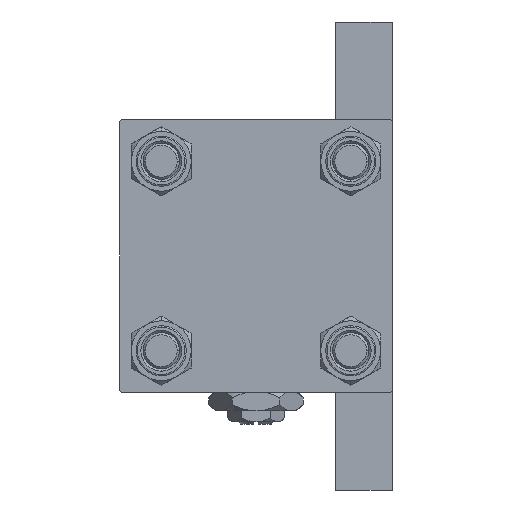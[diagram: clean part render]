
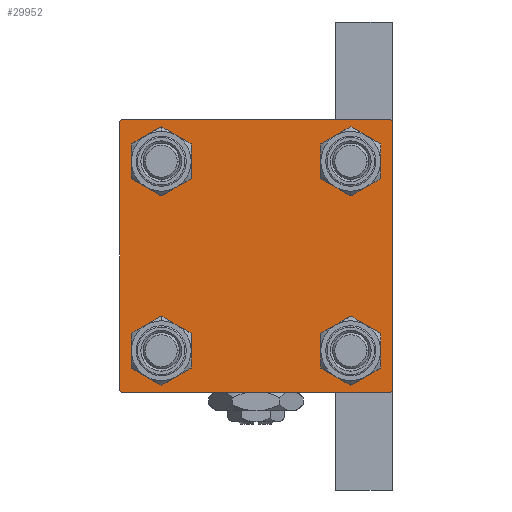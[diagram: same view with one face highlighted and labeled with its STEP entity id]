
A CAD part, left-side view. The second image highlights one B-rep face of the part: STEP entity #29952.
In plain terms, the highlighted planar face has unit normal (-1, 0, 0).
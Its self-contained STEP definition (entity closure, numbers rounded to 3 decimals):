
#435 = CARTESIAN_POINT ( 'NONE',  ( 0., -30., 29.5 ) ) ;
#538 = ORIENTED_EDGE ( 'NONE', *, *, #42262, .T. ) ;
#594 = CARTESIAN_POINT ( 'NONE',  ( 0., 30., 30. ) ) ;
#928 = ORIENTED_EDGE ( 'NONE', *, *, #20979, .T. ) ;
#1147 = CARTESIAN_POINT ( 'NONE',  ( 0., -30., -29.5 ) ) ;
#1491 = EDGE_CURVE ( 'NONE', #12941, #22139, #48565, .T. ) ;
#1505 = EDGE_LOOP ( 'NONE', ( #26564, #17461, #42052, #19261, #15638, #9754, #45619, #5704 ) ) ;
#1550 = ORIENTED_EDGE ( 'NONE', *, *, #45884, .T. ) ;
#2144 = CIRCLE ( 'NONE', #32513, 4.5 ) ;
#2294 = EDGE_CURVE ( 'NONE', #8453, #43442, #22193, .T. ) ;
#2862 = CARTESIAN_POINT ( 'NONE',  ( 0., -20.85, -20.85 ) ) ;
#3694 = DIRECTION ( 'NONE',  ( 0., 0., 1. ) ) ;
#4137 = CARTESIAN_POINT ( 'NONE',  ( 0., 20.85, 16.35 ) ) ;
#4851 = FACE_OUTER_BOUND ( 'NONE', #1505, .T. ) ;
#4982 = AXIS2_PLACEMENT_3D ( 'NONE', #42758, #7800, #3694 ) ;
#5704 = ORIENTED_EDGE ( 'NONE', *, *, #47290, .T. ) ;
#6335 = CARTESIAN_POINT ( 'NONE',  ( 0., 30., -29.5 ) ) ;
#6491 = CARTESIAN_POINT ( 'NONE',  ( 0., 20.85, -20.85 ) ) ;
#6782 = ORIENTED_EDGE ( 'NONE', *, *, #44348, .T. ) ;
#7693 = CARTESIAN_POINT ( 'NONE',  ( 0., 30., -30. ) ) ;
#7796 = DIRECTION ( 'NONE',  ( 1., 0., 0. ) ) ;
#7800 = DIRECTION ( 'NONE',  ( 1., 0., 0. ) ) ;
#7946 = CARTESIAN_POINT ( 'NONE',  ( 0., 20.85, 20.85 ) ) ;
#7996 = EDGE_CURVE ( 'NONE', #32327, #47655, #31085, .T. ) ;
#8152 = ORIENTED_EDGE ( 'NONE', *, *, #26009, .T. ) ;
#8296 = DIRECTION ( 'NONE',  ( 0., -0.707, 0.707 ) ) ;
#8448 = DIRECTION ( 'NONE',  ( 1., 0., 0. ) ) ;
#8453 = VERTEX_POINT ( 'NONE', #50169 ) ;
#8618 = CARTESIAN_POINT ( 'NONE',  ( 0., -29.75, 29.75 ) ) ;
#9472 = AXIS2_PLACEMENT_3D ( 'NONE', #20366, #7796, #39635 ) ;
#9511 = AXIS2_PLACEMENT_3D ( 'NONE', #7946, #39278, #12313 ) ;
#9557 = DIRECTION ( 'NONE',  ( 0., -1., 0. ) ) ;
#9754 = ORIENTED_EDGE ( 'NONE', *, *, #24824, .T. ) ;
#9972 = EDGE_LOOP ( 'NONE', ( #538, #29300 ) ) ;
#10340 = CARTESIAN_POINT ( 'NONE',  ( 0., 29.75, -29.75 ) ) ;
#10698 = VECTOR ( 'NONE', #14116, 1000. ) ;
#11406 = CARTESIAN_POINT ( 'NONE',  ( 0., -20.85, 16.35 ) ) ;
#11533 = CARTESIAN_POINT ( 'NONE',  ( 0., -20.85, -20.85 ) ) ;
#11963 = VERTEX_POINT ( 'NONE', #4137 ) ;
#12313 = DIRECTION ( 'NONE',  ( 0., 0., 1. ) ) ;
#12579 = CARTESIAN_POINT ( 'NONE',  ( 0., 20.85, -25.35 ) ) ;
#12753 = DIRECTION ( 'NONE',  ( 1., 0., 0. ) ) ;
#12941 = VERTEX_POINT ( 'NONE', #435 ) ;
#13124 = VERTEX_POINT ( 'NONE', #47962 ) ;
#13253 = DIRECTION ( 'NONE',  ( 0., 0., 1. ) ) ;
#13306 = CARTESIAN_POINT ( 'NONE',  ( 0., 0., 0. ) ) ;
#13557 = FACE_BOUND ( 'NONE', #14695, .T. ) ;
#13818 = FACE_BOUND ( 'NONE', #38956, .T. ) ;
#13859 = CARTESIAN_POINT ( 'NONE',  ( 0., 29.75, 29.75 ) ) ;
#14110 = LINE ( 'NONE', #13859, #26003 ) ;
#14116 = DIRECTION ( 'NONE',  ( 0., 0., -1. ) ) ;
#14665 = LINE ( 'NONE', #26479, #21897 ) ;
#14695 = EDGE_LOOP ( 'NONE', ( #1550, #928 ) ) ;
#14851 = VERTEX_POINT ( 'NONE', #12579 ) ;
#15638 = ORIENTED_EDGE ( 'NONE', *, *, #1491, .F. ) ;
#17461 = ORIENTED_EDGE ( 'NONE', *, *, #40067, .T. ) ;
#17671 = CIRCLE ( 'NONE', #9472, 4.5 ) ;
#18685 = CIRCLE ( 'NONE', #30181, 4.5 ) ;
#19261 = ORIENTED_EDGE ( 'NONE', *, *, #49361, .T. ) ;
#19462 = VECTOR ( 'NONE', #8296, 1000. ) ;
#19500 = AXIS2_PLACEMENT_3D ( 'NONE', #23852, #8448, #39268 ) ;
#19840 = CARTESIAN_POINT ( 'NONE',  ( 0., 20.85, -16.35 ) ) ;
#20366 = CARTESIAN_POINT ( 'NONE',  ( 0., -20.85, 20.85 ) ) ;
#20979 = EDGE_CURVE ( 'NONE', #11963, #25192, #46655, .T. ) ;
#21897 = VECTOR ( 'NONE', #42144, 1000. ) ;
#22057 = DIRECTION ( 'NONE',  ( 0., 0.707, -0.707 ) ) ;
#22139 = VERTEX_POINT ( 'NONE', #1147 ) ;
#22147 = DIRECTION ( 'NONE',  ( 0., 0., 1. ) ) ;
#22193 = CIRCLE ( 'NONE', #4982, 4.5 ) ;
#23852 = CARTESIAN_POINT ( 'NONE',  ( 0., 20.85, -20.85 ) ) ;
#24043 = CARTESIAN_POINT ( 'NONE',  ( 0., 29.5, 30. ) ) ;
#24269 = DIRECTION ( 'NONE',  ( 0., 0.707, 0.707 ) ) ;
#24389 = EDGE_CURVE ( 'NONE', #45685, #50307, #14665, .T. ) ;
#24393 = VECTOR ( 'NONE', #24269, 1000. ) ;
#24824 = EDGE_CURVE ( 'NONE', #12941, #39020, #43807, .T. ) ;
#24992 = VERTEX_POINT ( 'NONE', #19840 ) ;
#25192 = VERTEX_POINT ( 'NONE', #25227 ) ;
#25227 = CARTESIAN_POINT ( 'NONE',  ( 0., 20.85, 25.35 ) ) ;
#25507 = ORIENTED_EDGE ( 'NONE', *, *, #2294, .T. ) ;
#25533 = VECTOR ( 'NONE', #39542, 1000. ) ;
#26003 = VECTOR ( 'NONE', #22057, 1000. ) ;
#26009 = EDGE_CURVE ( 'NONE', #33850, #13124, #18685, .T. ) ;
#26479 = CARTESIAN_POINT ( 'NONE',  ( 0., 30., 30. ) ) ;
#26564 = ORIENTED_EDGE ( 'NONE', *, *, #24389, .T. ) ;
#27821 = CARTESIAN_POINT ( 'NONE',  ( 0., -29.75, -29.75 ) ) ;
#28601 = AXIS2_PLACEMENT_3D ( 'NONE', #39717, #12753, #13253 ) ;
#29300 = ORIENTED_EDGE ( 'NONE', *, *, #29804, .T. ) ;
#29604 = DIRECTION ( 'NONE',  ( 0., -0.707, -0.707 ) ) ;
#29616 = DIRECTION ( 'NONE',  ( 1., 0., 0. ) ) ;
#29804 = EDGE_CURVE ( 'NONE', #14851, #24992, #37566, .T. ) ;
#29952 = ADVANCED_FACE ( 'NONE', ( #13818, #44914, #33339, #13557, #4851 ), #32585, .T. ) ;
#30181 = AXIS2_PLACEMENT_3D ( 'NONE', #2862, #48690, #40709 ) ;
#30447 = CARTESIAN_POINT ( 'NONE',  ( 0., 29.5, -30. ) ) ;
#31085 = LINE ( 'NONE', #7693, #25533 ) ;
#32327 = VERTEX_POINT ( 'NONE', #30447 ) ;
#32429 = LINE ( 'NONE', #594, #33458 ) ;
#32513 = AXIS2_PLACEMENT_3D ( 'NONE', #6491, #29616, #22147 ) ;
#32567 = VERTEX_POINT ( 'NONE', #24043 ) ;
#32585 = PLANE ( 'NONE',  #50721 ) ;
#32905 = CARTESIAN_POINT ( 'NONE',  ( 0., 30., 29.5 ) ) ;
#33339 = FACE_BOUND ( 'NONE', #9972, .T. ) ;
#33389 = CARTESIAN_POINT ( 'NONE',  ( 0., -30., 30. ) ) ;
#33458 = VECTOR ( 'NONE', #9557, 1000. ) ;
#33850 = VERTEX_POINT ( 'NONE', #45554 ) ;
#36197 = DIRECTION ( 'NONE',  ( -1., 0., 0. ) ) ;
#37352 = VECTOR ( 'NONE', #29604, 1000. ) ;
#37566 = CIRCLE ( 'NONE', #19500, 4.5 ) ;
#37816 = LINE ( 'NONE', #10340, #37352 ) ;
#38521 = ORIENTED_EDGE ( 'NONE', *, *, #39637, .T. ) ;
#38956 = EDGE_LOOP ( 'NONE', ( #25507, #6782 ) ) ;
#38994 = DIRECTION ( 'NONE',  ( 0., 0., 1. ) ) ;
#39020 = VERTEX_POINT ( 'NONE', #41967 ) ;
#39115 = LINE ( 'NONE', #27821, #19462 ) ;
#39268 = DIRECTION ( 'NONE',  ( 0., 0., 1. ) ) ;
#39278 = DIRECTION ( 'NONE',  ( 1., 0., 0. ) ) ;
#39542 = DIRECTION ( 'NONE',  ( 0., -1., 0. ) ) ;
#39635 = DIRECTION ( 'NONE',  ( 0., 0., 1. ) ) ;
#39637 = EDGE_CURVE ( 'NONE', #13124, #33850, #49595, .T. ) ;
#39717 = CARTESIAN_POINT ( 'NONE',  ( 0., 20.85, 20.85 ) ) ;
#40067 = EDGE_CURVE ( 'NONE', #50307, #32327, #37816, .T. ) ;
#40709 = DIRECTION ( 'NONE',  ( 0., 0., 1. ) ) ;
#41967 = CARTESIAN_POINT ( 'NONE',  ( 0., -29.5, 30. ) ) ;
#42052 = ORIENTED_EDGE ( 'NONE', *, *, #7996, .T. ) ;
#42144 = DIRECTION ( 'NONE',  ( 0., 0., -1. ) ) ;
#42262 = EDGE_CURVE ( 'NONE', #24992, #14851, #2144, .T. ) ;
#42758 = CARTESIAN_POINT ( 'NONE',  ( 0., -20.85, 20.85 ) ) ;
#43442 = VERTEX_POINT ( 'NONE', #11406 ) ;
#43807 = LINE ( 'NONE', #8618, #24393 ) ;
#43887 = AXIS2_PLACEMENT_3D ( 'NONE', #11533, #50823, #38994 ) ;
#44348 = EDGE_CURVE ( 'NONE', #43442, #8453, #17671, .T. ) ;
#44914 = FACE_BOUND ( 'NONE', #47988, .T. ) ;
#45554 = CARTESIAN_POINT ( 'NONE',  ( 0., -20.85, -16.35 ) ) ;
#45619 = ORIENTED_EDGE ( 'NONE', *, *, #49423, .F. ) ;
#45685 = VERTEX_POINT ( 'NONE', #32905 ) ;
#45884 = EDGE_CURVE ( 'NONE', #25192, #11963, #46450, .T. ) ;
#46450 = CIRCLE ( 'NONE', #9511, 4.5 ) ;
#46616 = CARTESIAN_POINT ( 'NONE',  ( 0., -29.5, -30. ) ) ;
#46655 = CIRCLE ( 'NONE', #28601, 4.5 ) ;
#47290 = EDGE_CURVE ( 'NONE', #32567, #45685, #14110, .T. ) ;
#47655 = VERTEX_POINT ( 'NONE', #46616 ) ;
#47962 = CARTESIAN_POINT ( 'NONE',  ( 0., -20.85, -25.35 ) ) ;
#47988 = EDGE_LOOP ( 'NONE', ( #8152, #38521 ) ) ;
#48271 = DIRECTION ( 'NONE',  ( 0., 0., 1. ) ) ;
#48565 = LINE ( 'NONE', #33389, #10698 ) ;
#48690 = DIRECTION ( 'NONE',  ( 1., 0., 0. ) ) ;
#49361 = EDGE_CURVE ( 'NONE', #47655, #22139, #39115, .T. ) ;
#49423 = EDGE_CURVE ( 'NONE', #32567, #39020, #32429, .T. ) ;
#49595 = CIRCLE ( 'NONE', #43887, 4.5 ) ;
#50169 = CARTESIAN_POINT ( 'NONE',  ( 0., -20.85, 25.35 ) ) ;
#50307 = VERTEX_POINT ( 'NONE', #6335 ) ;
#50721 = AXIS2_PLACEMENT_3D ( 'NONE', #13306, #36197, #48271 ) ;
#50823 = DIRECTION ( 'NONE',  ( 1., 0., 0. ) ) ;
